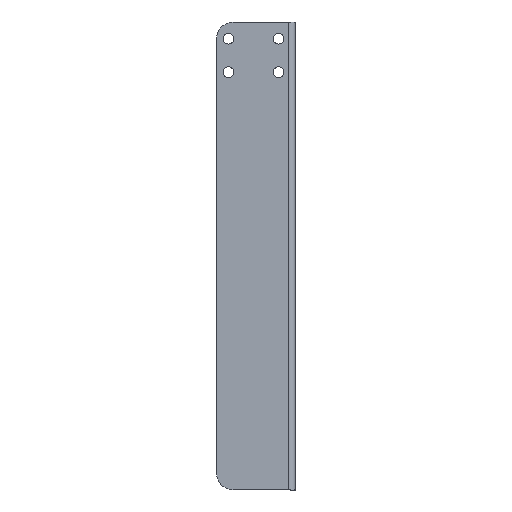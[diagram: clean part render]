
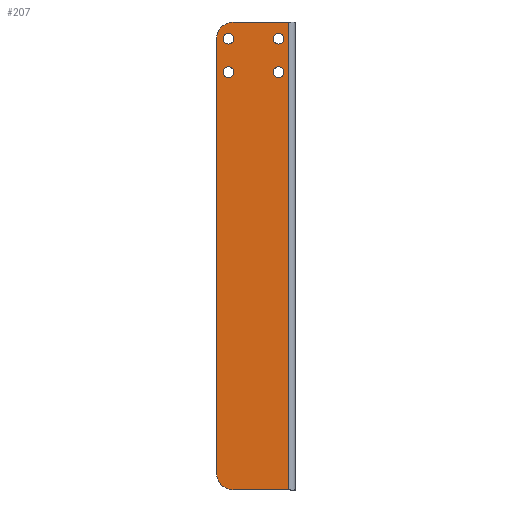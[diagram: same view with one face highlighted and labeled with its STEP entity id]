
A CAD part, top view. The second image highlights one B-rep face of the part: STEP entity #207.
In plain terms, the highlighted planar face has unit normal (0, 0, 1).
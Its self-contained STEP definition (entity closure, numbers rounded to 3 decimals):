
#7 = CIRCLE ( 'NONE', #374, 1.6 ) ;
#10 = DIRECTION ( 'NONE',  ( -1., 0., 0. ) ) ;
#17 = EDGE_CURVE ( 'NONE', #383, #50, #593, .T. ) ;
#30 = EDGE_CURVE ( 'NONE', #50, #383, #210, .T. ) ;
#50 = VERTEX_POINT ( 'NONE', #869 ) ;
#51 = DIRECTION ( 'NONE',  ( 0., 0., 1. ) ) ;
#62 = PLANE ( 'NONE',  #611 ) ;
#67 = ORIENTED_EDGE ( 'NONE', *, *, #936, .T. ) ;
#69 = DIRECTION ( 'NONE',  ( 1., 0., 0. ) ) ;
#71 = VERTEX_POINT ( 'NONE', #257 ) ;
#72 = EDGE_CURVE ( 'NONE', #1137, #71, #674, .T. ) ;
#82 = EDGE_CURVE ( 'NONE', #335, #115, #708, .T. ) ;
#95 = AXIS2_PLACEMENT_3D ( 'NONE', #868, #1049, #613 ) ;
#101 = CARTESIAN_POINT ( 'NONE',  ( -180.15, -319., 223.65 ) ) ;
#103 = CARTESIAN_POINT ( 'NONE',  ( -181.75, -329., 223.65 ) ) ;
#105 = DIRECTION ( 'NONE',  ( -1., 0., 0. ) ) ;
#115 = VERTEX_POINT ( 'NONE', #103 ) ;
#117 = VERTEX_POINT ( 'NONE', #556 ) ;
#118 = ORIENTED_EDGE ( 'NONE', *, *, #72, .T. ) ;
#122 = AXIS2_PLACEMENT_3D ( 'NONE', #340, #617, #707 ) ;
#146 = EDGE_CURVE ( 'NONE', #115, #335, #193, .T. ) ;
#149 = CARTESIAN_POINT ( 'NONE',  ( -183.65, -314., 223.65 ) ) ;
#157 = ORIENTED_EDGE ( 'NONE', *, *, #763, .T. ) ;
#166 = ORIENTED_EDGE ( 'NONE', *, *, #30, .T. ) ;
#183 = FACE_BOUND ( 'NONE', #942, .T. ) ;
#193 = CIRCLE ( 'NONE', #1000, 1.6 ) ;
#207 = ADVANCED_FACE ( 'NONE', ( #604, #629, #183, #379, #537 ), #62, .T. ) ;
#210 = CIRCLE ( 'NONE', #122, 1.6 ) ;
#248 = VERTEX_POINT ( 'NONE', #510 ) ;
#252 = DIRECTION ( 'NONE',  ( -1., 0., 0. ) ) ;
#257 = CARTESIAN_POINT ( 'NONE',  ( -183.65, -319., 223.65 ) ) ;
#266 = CIRCLE ( 'NONE', #973, 5. ) ;
#268 = EDGE_CURVE ( 'NONE', #886, #531, #266, .T. ) ;
#285 = EDGE_CURVE ( 'NONE', #531, #696, #1060, .T. ) ;
#321 = DIRECTION ( 'NONE',  ( 0., 1., 0. ) ) ;
#334 = VECTOR ( 'NONE', #435, 1000. ) ;
#335 = VERTEX_POINT ( 'NONE', #1111 ) ;
#340 = CARTESIAN_POINT ( 'NONE',  ( -165.15, -329., 223.65 ) ) ;
#341 = CIRCLE ( 'NONE', #444, 1.6 ) ;
#360 = VERTEX_POINT ( 'NONE', #676 ) ;
#366 = VECTOR ( 'NONE', #321, 1000. ) ;
#374 = AXIS2_PLACEMENT_3D ( 'NONE', #101, #992, #105 ) ;
#379 = FACE_BOUND ( 'NONE', #932, .T. ) ;
#383 = VERTEX_POINT ( 'NONE', #403 ) ;
#390 = EDGE_CURVE ( 'NONE', #696, #117, #620, .T. ) ;
#394 = CARTESIAN_POINT ( 'NONE',  ( -165.15, -319., 223.65 ) ) ;
#401 = CARTESIAN_POINT ( 'NONE',  ( -183.65, -314., 223.65 ) ) ;
#403 = CARTESIAN_POINT ( 'NONE',  ( -166.75, -329., 223.65 ) ) ;
#406 = DIRECTION ( 'NONE',  ( 0., 0., 1. ) ) ;
#414 = CARTESIAN_POINT ( 'NONE',  ( -166.75, -319., 223.65 ) ) ;
#417 = CARTESIAN_POINT ( 'NONE',  ( -162.15, -314., 223.65 ) ) ;
#424 = DIRECTION ( 'NONE',  ( 1., 0., 0. ) ) ;
#435 = DIRECTION ( 'NONE',  ( 1., 0., 0. ) ) ;
#444 = AXIS2_PLACEMENT_3D ( 'NONE', #394, #785, #1046 ) ;
#462 = EDGE_CURVE ( 'NONE', #360, #968, #7, .T. ) ;
#488 = DIRECTION ( 'NONE',  ( -1., 0., 0. ) ) ;
#495 = CARTESIAN_POINT ( 'NONE',  ( -165.15, -319., 223.65 ) ) ;
#502 = CARTESIAN_POINT ( 'NONE',  ( -183.65, -454., 223.65 ) ) ;
#506 = CARTESIAN_POINT ( 'NONE',  ( -178.55, -319., 223.65 ) ) ;
#510 = CARTESIAN_POINT ( 'NONE',  ( -163.55, -319., 223.65 ) ) ;
#519 = CARTESIAN_POINT ( 'NONE',  ( -178.65, -319., 223.65 ) ) ;
#531 = VERTEX_POINT ( 'NONE', #866 ) ;
#537 = FACE_OUTER_BOUND ( 'NONE', #875, .T. ) ;
#556 = CARTESIAN_POINT ( 'NONE',  ( -162.15, -314., 223.65 ) ) ;
#557 = DIRECTION ( 'NONE',  ( -1., 0., 0. ) ) ;
#586 = ORIENTED_EDGE ( 'NONE', *, *, #146, .T. ) ;
#593 = CIRCLE ( 'NONE', #1052, 1.6 ) ;
#604 = FACE_BOUND ( 'NONE', #923, .T. ) ;
#611 = AXIS2_PLACEMENT_3D ( 'NONE', #1035, #51, #424 ) ;
#613 = DIRECTION ( 'NONE',  ( -1., 0., 0. ) ) ;
#617 = DIRECTION ( 'NONE',  ( 0., 0., -1. ) ) ;
#620 = LINE ( 'NONE', #417, #366 ) ;
#622 = ORIENTED_EDGE ( 'NONE', *, *, #268, .T. ) ;
#628 = LINE ( 'NONE', #401, #820 ) ;
#629 = FACE_BOUND ( 'NONE', #761, .T. ) ;
#641 = ORIENTED_EDGE ( 'NONE', *, *, #678, .T. ) ;
#642 = ORIENTED_EDGE ( 'NONE', *, *, #285, .T. ) ;
#665 = CARTESIAN_POINT ( 'NONE',  ( -162.15, -454., 223.65 ) ) ;
#674 = CIRCLE ( 'NONE', #1076, 5. ) ;
#676 = CARTESIAN_POINT ( 'NONE',  ( -181.75, -319., 223.65 ) ) ;
#678 = EDGE_CURVE ( 'NONE', #968, #360, #896, .T. ) ;
#683 = DIRECTION ( 'NONE',  ( 0., 0., -1. ) ) ;
#684 = CARTESIAN_POINT ( 'NONE',  ( -178.65, -449., 223.65 ) ) ;
#694 = AXIS2_PLACEMENT_3D ( 'NONE', #840, #1102, #488 ) ;
#696 = VERTEX_POINT ( 'NONE', #665 ) ;
#707 = DIRECTION ( 'NONE',  ( -1., 0., 0. ) ) ;
#708 = CIRCLE ( 'NONE', #95, 1.6 ) ;
#724 = CIRCLE ( 'NONE', #1085, 1.6 ) ;
#726 = ORIENTED_EDGE ( 'NONE', *, *, #17, .T. ) ;
#755 = DIRECTION ( 'NONE',  ( 0., -1., 0. ) ) ;
#761 = EDGE_LOOP ( 'NONE', ( #1038, #157 ) ) ;
#763 = EDGE_CURVE ( 'NONE', #248, #1070, #341, .T. ) ;
#785 = DIRECTION ( 'NONE',  ( 0., 0., -1. ) ) ;
#795 = VECTOR ( 'NONE', #1037, 1000. ) ;
#805 = ORIENTED_EDGE ( 'NONE', *, *, #82, .T. ) ;
#820 = VECTOR ( 'NONE', #755, 1000. ) ;
#840 = CARTESIAN_POINT ( 'NONE',  ( -180.15, -319., 223.65 ) ) ;
#866 = CARTESIAN_POINT ( 'NONE',  ( -178.65, -454., 223.65 ) ) ;
#868 = CARTESIAN_POINT ( 'NONE',  ( -180.15, -329., 223.65 ) ) ;
#869 = CARTESIAN_POINT ( 'NONE',  ( -163.55, -329., 223.65 ) ) ;
#874 = DIRECTION ( 'NONE',  ( 0., 0., -1. ) ) ;
#875 = EDGE_LOOP ( 'NONE', ( #67, #118, #1027, #622, #642, #1094 ) ) ;
#886 = VERTEX_POINT ( 'NONE', #1034 ) ;
#896 = CIRCLE ( 'NONE', #694, 1.6 ) ;
#904 = CARTESIAN_POINT ( 'NONE',  ( -180.15, -329., 223.65 ) ) ;
#923 = EDGE_LOOP ( 'NONE', ( #726, #166 ) ) ;
#932 = EDGE_LOOP ( 'NONE', ( #586, #805 ) ) ;
#936 = EDGE_CURVE ( 'NONE', #117, #1137, #1157, .T. ) ;
#942 = EDGE_LOOP ( 'NONE', ( #1158, #641 ) ) ;
#957 = EDGE_CURVE ( 'NONE', #1070, #248, #724, .T. ) ;
#968 = VERTEX_POINT ( 'NONE', #506 ) ;
#973 = AXIS2_PLACEMENT_3D ( 'NONE', #684, #406, #1138 ) ;
#992 = DIRECTION ( 'NONE',  ( 0., 0., -1. ) ) ;
#996 = DIRECTION ( 'NONE',  ( 0., 0., -1. ) ) ;
#1000 = AXIS2_PLACEMENT_3D ( 'NONE', #904, #996, #10 ) ;
#1027 = ORIENTED_EDGE ( 'NONE', *, *, #1139, .T. ) ;
#1034 = CARTESIAN_POINT ( 'NONE',  ( -183.65, -449., 223.65 ) ) ;
#1035 = CARTESIAN_POINT ( 'NONE',  ( -183.65, -314., 223.65 ) ) ;
#1037 = DIRECTION ( 'NONE',  ( -1., 0., 0. ) ) ;
#1038 = ORIENTED_EDGE ( 'NONE', *, *, #957, .T. ) ;
#1046 = DIRECTION ( 'NONE',  ( -1., 0., 0. ) ) ;
#1047 = CARTESIAN_POINT ( 'NONE',  ( -178.65, -314., 223.65 ) ) ;
#1049 = DIRECTION ( 'NONE',  ( 0., 0., -1. ) ) ;
#1052 = AXIS2_PLACEMENT_3D ( 'NONE', #1091, #874, #557 ) ;
#1060 = LINE ( 'NONE', #502, #334 ) ;
#1070 = VERTEX_POINT ( 'NONE', #414 ) ;
#1076 = AXIS2_PLACEMENT_3D ( 'NONE', #519, #1135, #69 ) ;
#1085 = AXIS2_PLACEMENT_3D ( 'NONE', #495, #683, #252 ) ;
#1091 = CARTESIAN_POINT ( 'NONE',  ( -165.15, -329., 223.65 ) ) ;
#1094 = ORIENTED_EDGE ( 'NONE', *, *, #390, .T. ) ;
#1102 = DIRECTION ( 'NONE',  ( 0., 0., -1. ) ) ;
#1111 = CARTESIAN_POINT ( 'NONE',  ( -178.55, -329., 223.65 ) ) ;
#1135 = DIRECTION ( 'NONE',  ( 0., 0., 1. ) ) ;
#1137 = VERTEX_POINT ( 'NONE', #1047 ) ;
#1138 = DIRECTION ( 'NONE',  ( -1., 0., 0. ) ) ;
#1139 = EDGE_CURVE ( 'NONE', #71, #886, #628, .T. ) ;
#1157 = LINE ( 'NONE', #149, #795 ) ;
#1158 = ORIENTED_EDGE ( 'NONE', *, *, #462, .T. ) ;
